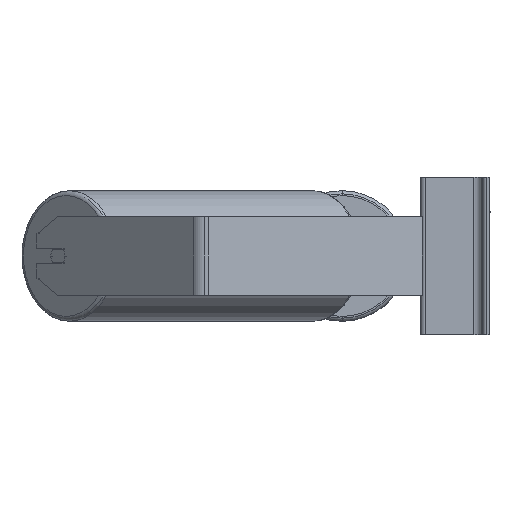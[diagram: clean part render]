
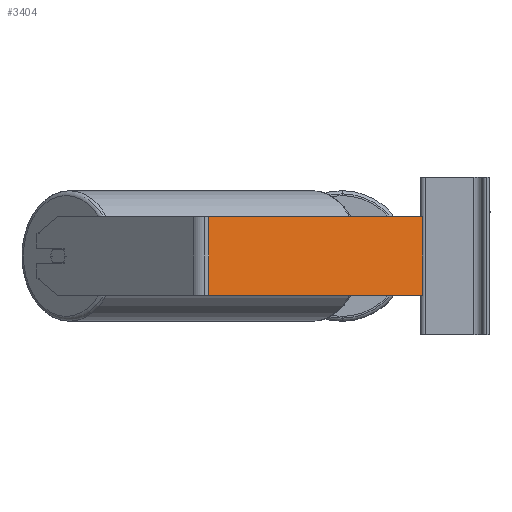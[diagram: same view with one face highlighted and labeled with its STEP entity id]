
A CAD part, left-side view. The second image highlights one B-rep face of the part: STEP entity #3404.
In plain terms, the highlighted planar face has unit normal (-0.966, -0.259, 0).
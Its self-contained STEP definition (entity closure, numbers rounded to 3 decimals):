
#343 = DIRECTION ( 'NONE',  ( 0., 0., -1. ) ) ;
#504 = EDGE_CURVE ( 'NONE', #1638, #11136, #1538, .T. ) ;
#556 = EDGE_CURVE ( 'NONE', #1638, #10457, #10257, .T. ) ;
#760 = ORIENTED_EDGE ( 'NONE', *, *, #504, .T. ) ;
#1107 = AXIS2_PLACEMENT_3D ( 'NONE', #8933, #3657, #10689 ) ;
#1538 = LINE ( 'NONE', #1587, #6309 ) ;
#1587 = CARTESIAN_POINT ( 'NONE',  ( -645.941, 233.703, 40. ) ) ;
#1638 = VERTEX_POINT ( 'NONE', #7056 ) ;
#1990 = DIRECTION ( 'NONE',  ( 0.259, -0.966, 0. ) ) ;
#2707 = EDGE_CURVE ( 'NONE', #10457, #5680, #4466, .T. ) ;
#3230 = VECTOR ( 'NONE', #343, 1000. ) ;
#3404 = ADVANCED_FACE ( 'NONE', ( #6276 ), #9894, .F. ) ;
#3657 = DIRECTION ( 'NONE',  ( 0.966, 0.259, 0. ) ) ;
#4466 = LINE ( 'NONE', #5371, #3230 ) ;
#4650 = LINE ( 'NONE', #8211, #4729 ) ;
#4729 = VECTOR ( 'NONE', #1990, 1000. ) ;
#4941 = DIRECTION ( 'NONE',  ( 0., 0., -1. ) ) ;
#5371 = CARTESIAN_POINT ( 'NONE',  ( -587.727, 16.447, 40. ) ) ;
#5664 = EDGE_LOOP ( 'NONE', ( #10987, #7249, #8832, #760 ) ) ;
#5680 = VERTEX_POINT ( 'NONE', #7185 ) ;
#6276 = FACE_OUTER_BOUND ( 'NONE', #5664, .T. ) ;
#6309 = VECTOR ( 'NONE', #4941, 1000. ) ;
#6829 = DIRECTION ( 'NONE',  ( 0.259, -0.966, 0. ) ) ;
#7056 = CARTESIAN_POINT ( 'NONE',  ( -645.941, 233.703, 40. ) ) ;
#7185 = CARTESIAN_POINT ( 'NONE',  ( -587.727, 16.447, -40. ) ) ;
#7249 = ORIENTED_EDGE ( 'NONE', *, *, #2707, .F. ) ;
#7412 = CARTESIAN_POINT ( 'NONE',  ( -645.941, 233.703, -40. ) ) ;
#8211 = CARTESIAN_POINT ( 'NONE',  ( -648.332, 242.626, -40. ) ) ;
#8832 = ORIENTED_EDGE ( 'NONE', *, *, #556, .F. ) ;
#8933 = CARTESIAN_POINT ( 'NONE',  ( -648.332, 242.626, 40. ) ) ;
#9304 = CARTESIAN_POINT ( 'NONE',  ( -648.332, 242.626, 40. ) ) ;
#9454 = CARTESIAN_POINT ( 'NONE',  ( -587.727, 16.447, 40. ) ) ;
#9894 = PLANE ( 'NONE',  #1107 ) ;
#10196 = EDGE_CURVE ( 'NONE', #11136, #5680, #4650, .T. ) ;
#10257 = LINE ( 'NONE', #9304, #10838 ) ;
#10457 = VERTEX_POINT ( 'NONE', #9454 ) ;
#10689 = DIRECTION ( 'NONE',  ( -0.259, 0.966, 0. ) ) ;
#10838 = VECTOR ( 'NONE', #6829, 1000. ) ;
#10987 = ORIENTED_EDGE ( 'NONE', *, *, #10196, .T. ) ;
#11136 = VERTEX_POINT ( 'NONE', #7412 ) ;
